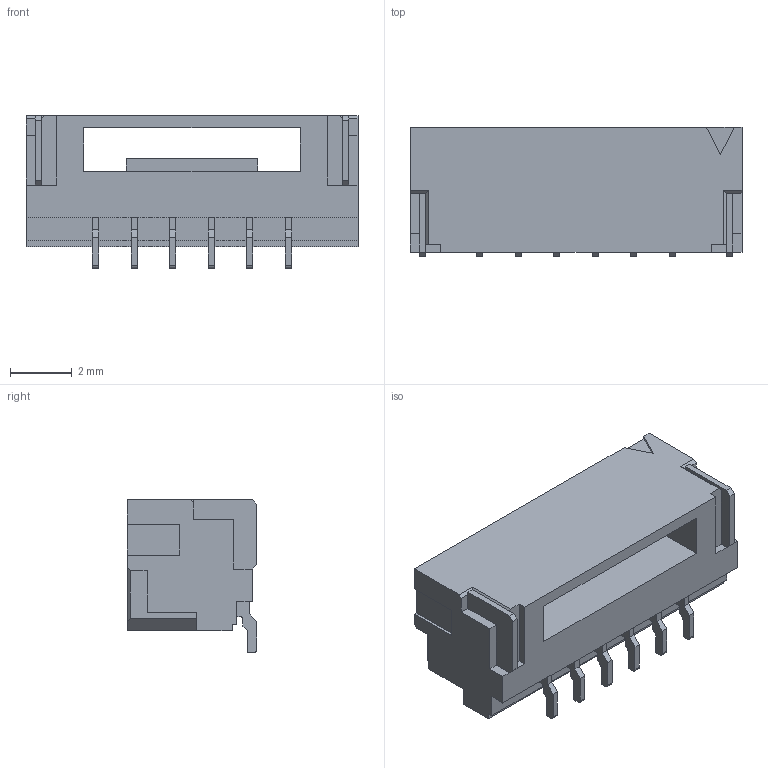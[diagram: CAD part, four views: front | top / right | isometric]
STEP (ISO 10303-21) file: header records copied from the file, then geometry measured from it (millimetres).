
FILE_DESCRIPTION (( 'STEP AP214' ), '1' );
FILE_NAME ('BM06B-GHS-TBT.STEP', '2023-11-17T08:51:13', ( '' ), ( '' ), 'SwSTEP 2.0', 'SolidWorks 2021', '' );
FILE_SCHEMA (( 'AUTOMOTIVE_DESIGN' ));
Length unit declared in the file: millimetre
Products named in the file (2): BM06B-GHS-TBT; BMxxB-GHS-TBT_06
Assembly tree (1 placements, depth 2):
  BM06B-GHS-TBT
    BMxxB-GHS-TBT_06
Bounding box: 10.75 x 4.2 x 4.95 mm (x, y, z)
Volume: 102.8 mm3; surface area: 389.6 mm2
Topology: 21 solids, 21 shells, 385 faces, 1011 edges, 670 vertices
Faces by surface type: plane 367, cylinder 18
Entity records: 11875 total; most frequent: CARTESIAN_POINT 2070, ORIENTED_EDGE 2022, DIRECTION 1825, EDGE_CURVE 1011, VECTOR 975, LINE 975, VERTEX_POINT 670, AXIS2_PLACEMENT_3D 425
